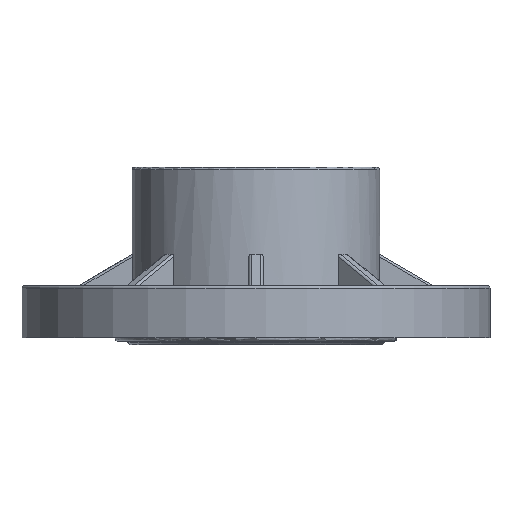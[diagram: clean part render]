
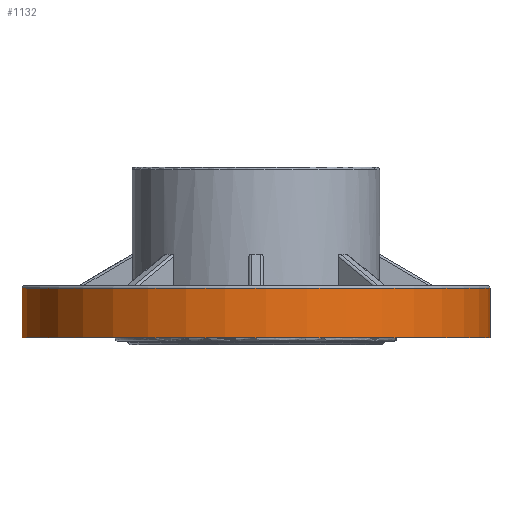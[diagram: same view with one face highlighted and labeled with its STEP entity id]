
A CAD part, front view. The second image highlights one B-rep face of the part: STEP entity #1132.
In plain terms, the highlighted cylindrical face has radius 99.8 mm (diameter 199.6 mm), a full revolution.
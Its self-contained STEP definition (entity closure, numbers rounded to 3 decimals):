
#853=CYLINDRICAL_SURFACE('',#12159,99.8);
#1132=ADVANCED_FACE('',(#2582,#2583),#853,.T.);
#2582=FACE_BOUND('',#2876,.T.);
#2583=FACE_BOUND('',#2877,.T.);
#2876=EDGE_LOOP('',(#4882));
#2877=EDGE_LOOP('',(#4883));
#3655=CIRCLE('',#12157,99.8);
#3656=CIRCLE('',#12158,99.8);
#4882=ORIENTED_EDGE('',*,*,#9032,.T.);
#4883=ORIENTED_EDGE('',*,*,#9033,.T.);
#7795=VERTEX_POINT('',#18814);
#7796=VERTEX_POINT('',#18816);
#9032=EDGE_CURVE('',#7795,#7795,#3655,.T.);
#9033=EDGE_CURVE('',#7796,#7796,#3656,.T.);
#12157=AXIS2_PLACEMENT_3D('',#18813,#13747,#13748);
#12158=AXIS2_PLACEMENT_3D('',#18815,#13749,#13750);
#12159=AXIS2_PLACEMENT_3D('',#18817,#13751,#13752);
#13747=DIRECTION('',(0.,0.,-1.));
#13748=DIRECTION('',(0.924,0.383,0.));
#13749=DIRECTION('',(0.,0.,1.));
#13750=DIRECTION('',(0.924,0.383,0.));
#13751=DIRECTION('',(0.,0.,1.));
#13752=DIRECTION('',(-0.924,-0.383,0.));
#18813=CARTESIAN_POINT('',(1037.,-390.,21.1));
#18814=CARTESIAN_POINT('',(1129.203,-351.808,21.1));
#18815=CARTESIAN_POINT('',(1037.,-390.,0.));
#18816=CARTESIAN_POINT('',(1129.203,-351.808,0.));
#18817=CARTESIAN_POINT('',(1037.,-390.,0.));
